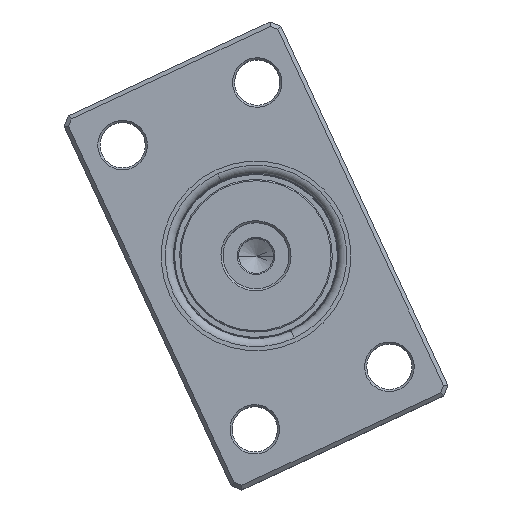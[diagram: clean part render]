
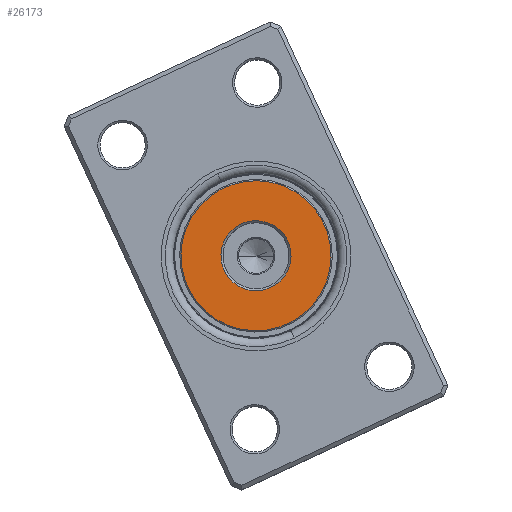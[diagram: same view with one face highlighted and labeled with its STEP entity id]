
A CAD part, top view. The second image highlights one B-rep face of the part: STEP entity #26173.
In plain terms, the highlighted face is planar.
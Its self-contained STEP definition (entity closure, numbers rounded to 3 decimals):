
#227 = FACE_BOUND ( 'NONE', #15950, .T. ) ;
#786 = EDGE_CURVE ( 'NONE', #32424, #9510, #30780, .T. ) ;
#899 = DIRECTION ( 'NONE',  ( 0., 0., 1. ) ) ;
#2891 = CIRCLE ( 'NONE', #28503, 8.5 ) ;
#3061 = DIRECTION ( 'NONE',  ( 0., 0., 1. ) ) ;
#3269 = CARTESIAN_POINT ( 'NONE',  ( 0., 0., 0. ) ) ;
#3413 = ORIENTED_EDGE ( 'NONE', *, *, #31477, .T. ) ;
#3682 = CARTESIAN_POINT ( 'NONE',  ( -8.5, 0., 0. ) ) ;
#3840 = VERTEX_POINT ( 'NONE', #23621 ) ;
#7476 = VERTEX_POINT ( 'NONE', #16667 ) ;
#9510 = VERTEX_POINT ( 'NONE', #3682 ) ;
#9658 = CIRCLE ( 'NONE', #11274, 18.2 ) ;
#9757 = ORIENTED_EDGE ( 'NONE', *, *, #29687, .T. ) ;
#11274 = AXIS2_PLACEMENT_3D ( 'NONE', #21984, #32257, #27247 ) ;
#14020 = CARTESIAN_POINT ( 'NONE',  ( 0., 0., 0. ) ) ;
#15317 = FACE_OUTER_BOUND ( 'NONE', #23196, .T. ) ;
#15950 = EDGE_LOOP ( 'NONE', ( #9757, #23589 ) ) ;
#16090 = CARTESIAN_POINT ( 'NONE',  ( 0., 0., 0. ) ) ;
#16639 = DIRECTION ( 'NONE',  ( 0., 0., 1. ) ) ;
#16667 = CARTESIAN_POINT ( 'NONE',  ( -18.2, 0., 0. ) ) ;
#16835 = ORIENTED_EDGE ( 'NONE', *, *, #29239, .T. ) ;
#19892 = DIRECTION ( 'NONE',  ( 0., 0., -1. ) ) ;
#20646 = CIRCLE ( 'NONE', #29832, 18.2 ) ;
#21142 = CARTESIAN_POINT ( 'NONE',  ( 8.5, 0., 0. ) ) ;
#21984 = CARTESIAN_POINT ( 'NONE',  ( 0., 0., 0. ) ) ;
#22024 = AXIS2_PLACEMENT_3D ( 'NONE', #16090, #899, #23752 ) ;
#23196 = EDGE_LOOP ( 'NONE', ( #3413, #16835 ) ) ;
#23589 = ORIENTED_EDGE ( 'NONE', *, *, #786, .T. ) ;
#23621 = CARTESIAN_POINT ( 'NONE',  ( 18.2, 0., 0. ) ) ;
#23752 = DIRECTION ( 'NONE',  ( 1., 0., 0. ) ) ;
#24647 = DIRECTION ( 'NONE',  ( 1., 0., 0. ) ) ;
#24669 = DIRECTION ( 'NONE',  ( 1., 0., 0. ) ) ;
#25801 = DIRECTION ( 'NONE',  ( 1., 0., 0. ) ) ;
#26173 = ADVANCED_FACE ( 'NONE', ( #15317, #227 ), #31370, .F. ) ;
#27247 = DIRECTION ( 'NONE',  ( 1., 0., 0. ) ) ;
#28503 = AXIS2_PLACEMENT_3D ( 'NONE', #3269, #3061, #25801 ) ;
#29239 = EDGE_CURVE ( 'NONE', #7476, #3840, #9658, .T. ) ;
#29687 = EDGE_CURVE ( 'NONE', #9510, #32424, #2891, .T. ) ;
#29832 = AXIS2_PLACEMENT_3D ( 'NONE', #32503, #19892, #24669 ) ;
#29896 = AXIS2_PLACEMENT_3D ( 'NONE', #14020, #16639, #24647 ) ;
#30780 = CIRCLE ( 'NONE', #29896, 8.5 ) ;
#31370 = PLANE ( 'NONE',  #22024 ) ;
#31477 = EDGE_CURVE ( 'NONE', #3840, #7476, #20646, .T. ) ;
#32257 = DIRECTION ( 'NONE',  ( 0., 0., -1. ) ) ;
#32424 = VERTEX_POINT ( 'NONE', #21142 ) ;
#32503 = CARTESIAN_POINT ( 'NONE',  ( 0., 0., 0. ) ) ;
